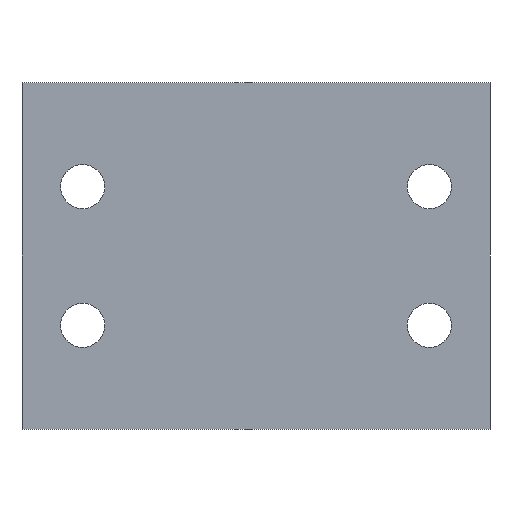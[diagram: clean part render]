
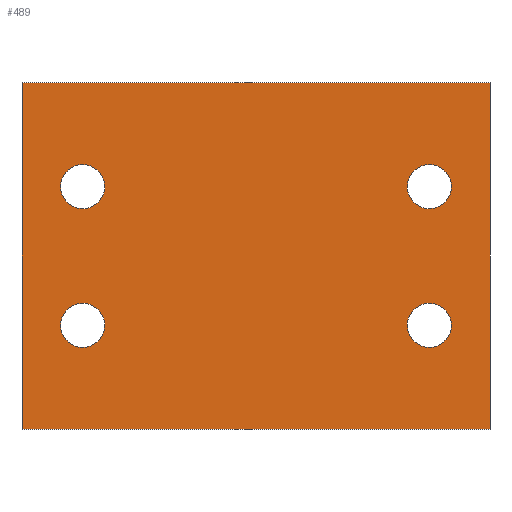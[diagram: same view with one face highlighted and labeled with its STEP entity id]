
A CAD part, left-side view. The second image highlights one B-rep face of the part: STEP entity #489.
In plain terms, the highlighted planar face has unit normal (-1, 0, 0).
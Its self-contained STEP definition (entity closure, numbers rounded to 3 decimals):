
#4 = CARTESIAN_POINT ( 'NONE',  ( 0., 117.5, -30. ) ) ;
#5 = DIRECTION ( 'NONE',  ( 1., 0., 0. ) ) ;
#6 = DIRECTION ( 'NONE',  ( 0., 0., -1. ) ) ;
#7 = CARTESIAN_POINT ( 'NONE',  ( 0., 117.5, -70. ) ) ;
#8 = DIRECTION ( 'NONE',  ( 1., 0., 0. ) ) ;
#9 = DIRECTION ( 'NONE',  ( 0., 0., -1. ) ) ;
#20 = CARTESIAN_POINT ( 'NONE',  ( 0., 17.5, -30. ) ) ;
#26 = DIRECTION ( 'NONE',  ( 1., 0., 0. ) ) ;
#27 = DIRECTION ( 'NONE',  ( 0., 0., -1. ) ) ;
#28 = CARTESIAN_POINT ( 'NONE',  ( 0., 0., 0. ) ) ;
#38 = DIRECTION ( 'NONE',  ( 0., -1., 0. ) ) ;
#39 = CARTESIAN_POINT ( 'NONE',  ( 0., 0., 0. ) ) ;
#41 = CARTESIAN_POINT ( 'NONE',  ( 0., 17.5, -70. ) ) ;
#44 = CARTESIAN_POINT ( 'NONE',  ( 0., 117.5, -30. ) ) ;
#45 = DIRECTION ( 'NONE',  ( 0., 0., -1. ) ) ;
#46 = CARTESIAN_POINT ( 'NONE',  ( 0., 0., -100. ) ) ;
#47 = DIRECTION ( 'NONE',  ( 0., 1., 0. ) ) ;
#48 = CARTESIAN_POINT ( 'NONE',  ( 0., 117.5, -70. ) ) ;
#49 = DIRECTION ( 'NONE',  ( 1., 0., 0. ) ) ;
#50 = DIRECTION ( 'NONE',  ( 0., 0., -1. ) ) ;
#51 = CARTESIAN_POINT ( 'NONE',  ( 0., 135., 0. ) ) ;
#52 = DIRECTION ( 'NONE',  ( 0., 0., 1. ) ) ;
#55 = DIRECTION ( 'NONE',  ( 1., 0., 0. ) ) ;
#56 = DIRECTION ( 'NONE',  ( 0., 0., -1. ) ) ;
#58 = DIRECTION ( 'NONE',  ( 1., 0., 0. ) ) ;
#59 = DIRECTION ( 'NONE',  ( 0., 0., -1. ) ) ;
#95 = VERTEX_POINT ( 'NONE', #101 ) ;
#96 = VERTEX_POINT ( 'NONE', #500 ) ;
#97 = VERTEX_POINT ( 'NONE', #102 ) ;
#98 = VERTEX_POINT ( 'NONE', #103 ) ;
#101 = CARTESIAN_POINT ( 'NONE',  ( 0., 135., 0. ) ) ;
#102 = CARTESIAN_POINT ( 'NONE',  ( 0., 0., -100. ) ) ;
#103 = CARTESIAN_POINT ( 'NONE',  ( 0., 135., -100. ) ) ;
#119 = PLANE ( 'NONE',  #451 ) ;
#122 = CARTESIAN_POINT ( 'NONE',  ( 0., 135., 0. ) ) ;
#126 = DIRECTION ( 'NONE',  ( -1., 0., 0. ) ) ;
#127 = DIRECTION ( 'NONE',  ( 0., 0., 1. ) ) ;
#131 = ORIENTED_EDGE ( 'NONE', *, *, #420, .T. ) ;
#149 = ORIENTED_EDGE ( 'NONE', *, *, #399, .T. ) ;
#152 = EDGE_LOOP ( 'NONE', ( #235, #179, #180, #183 ) ) ;
#153 = ORIENTED_EDGE ( 'NONE', *, *, #400, .T. ) ;
#158 = EDGE_LOOP ( 'NONE', ( #131, #153 ) ) ;
#161 = EDGE_LOOP ( 'NONE', ( #248, #249 ) ) ;
#169 = EDGE_LOOP ( 'NONE', ( #211, #149 ) ) ;
#174 = CIRCLE ( 'NONE', #393, 6.35 ) ;
#176 = CIRCLE ( 'NONE', #427, 6.35 ) ;
#179 = ORIENTED_EDGE ( 'NONE', *, *, #417, .F. ) ;
#180 = ORIENTED_EDGE ( 'NONE', *, *, #415, .F. ) ;
#183 = ORIENTED_EDGE ( 'NONE', *, *, #414, .F. ) ;
#185 = EDGE_LOOP ( 'NONE', ( #250, #198 ) ) ;
#198 = ORIENTED_EDGE ( 'NONE', *, *, #380, .T. ) ;
#211 = ORIENTED_EDGE ( 'NONE', *, *, #416, .T. ) ;
#235 = ORIENTED_EDGE ( 'NONE', *, *, #411, .F. ) ;
#248 = ORIENTED_EDGE ( 'NONE', *, *, #407, .T. ) ;
#249 = ORIENTED_EDGE ( 'NONE', *, *, #381, .T. ) ;
#250 = ORIENTED_EDGE ( 'NONE', *, *, #419, .T. ) ;
#264 = LINE ( 'NONE', #46, #347 ) ;
#268 = FACE_OUTER_BOUND ( 'NONE', #152, .T. ) ;
#270 = CIRCLE ( 'NONE', #392, 6.35 ) ;
#273 = CIRCLE ( 'NONE', #437, 6.35 ) ;
#281 = CIRCLE ( 'NONE', #430, 6.35 ) ;
#294 = LINE ( 'NONE', #39, #373 ) ;
#305 = FACE_BOUND ( 'NONE', #158, .T. ) ;
#312 = LINE ( 'NONE', #51, #320 ) ;
#318 = LINE ( 'NONE', #28, #332 ) ;
#320 = VECTOR ( 'NONE', #52, 1000. ) ;
#325 = CIRCLE ( 'NONE', #438, 6.35 ) ;
#332 = VECTOR ( 'NONE', #38, 1000. ) ;
#347 = VECTOR ( 'NONE', #47, 1000. ) ;
#348 = CIRCLE ( 'NONE', #435, 6.35 ) ;
#350 = FACE_BOUND ( 'NONE', #161, .T. ) ;
#356 = CIRCLE ( 'NONE', #436, 6.35 ) ;
#367 = FACE_BOUND ( 'NONE', #185, .T. ) ;
#369 = FACE_BOUND ( 'NONE', #169, .T. ) ;
#373 = VECTOR ( 'NONE', #45, 1000. ) ;
#380 = EDGE_CURVE ( 'NONE', #517, #518, #176, .T. ) ;
#381 = EDGE_CURVE ( 'NONE', #513, #514, #174, .T. ) ;
#392 = AXIS2_PLACEMENT_3D ( 'NONE', #7, #8, #9 ) ;
#393 = AXIS2_PLACEMENT_3D ( 'NONE', #582, #583, #584 ) ;
#399 = EDGE_CURVE ( 'NONE', #505, #506, #281, .T. ) ;
#400 = EDGE_CURVE ( 'NONE', #509, #510, #270, .T. ) ;
#407 = EDGE_CURVE ( 'NONE', #514, #513, #348, .T. ) ;
#411 = EDGE_CURVE ( 'NONE', #95, #96, #318, .T. ) ;
#414 = EDGE_CURVE ( 'NONE', #96, #97, #294, .T. ) ;
#415 = EDGE_CURVE ( 'NONE', #97, #98, #264, .T. ) ;
#416 = EDGE_CURVE ( 'NONE', #506, #505, #356, .T. ) ;
#417 = EDGE_CURVE ( 'NONE', #98, #95, #312, .T. ) ;
#419 = EDGE_CURVE ( 'NONE', #518, #517, #273, .T. ) ;
#420 = EDGE_CURVE ( 'NONE', #510, #509, #325, .T. ) ;
#427 = AXIS2_PLACEMENT_3D ( 'NONE', #579, #580, #581 ) ;
#430 = AXIS2_PLACEMENT_3D ( 'NONE', #4, #5, #6 ) ;
#435 = AXIS2_PLACEMENT_3D ( 'NONE', #20, #26, #27 ) ;
#436 = AXIS2_PLACEMENT_3D ( 'NONE', #44, #49, #50 ) ;
#437 = AXIS2_PLACEMENT_3D ( 'NONE', #41, #55, #56 ) ;
#438 = AXIS2_PLACEMENT_3D ( 'NONE', #48, #58, #59 ) ;
#451 = AXIS2_PLACEMENT_3D ( 'NONE', #122, #126, #127 ) ;
#489 = ADVANCED_FACE ( 'NONE', ( #369, #305, #350, #367, #268 ), #119, .T. ) ;
#500 = CARTESIAN_POINT ( 'NONE',  ( 0., 0., 0. ) ) ;
#505 = VERTEX_POINT ( 'NONE', #541 ) ;
#506 = VERTEX_POINT ( 'NONE', #542 ) ;
#509 = VERTEX_POINT ( 'NONE', #544 ) ;
#510 = VERTEX_POINT ( 'NONE', #545 ) ;
#513 = VERTEX_POINT ( 'NONE', #548 ) ;
#514 = VERTEX_POINT ( 'NONE', #549 ) ;
#517 = VERTEX_POINT ( 'NONE', #552 ) ;
#518 = VERTEX_POINT ( 'NONE', #553 ) ;
#541 = CARTESIAN_POINT ( 'NONE',  ( 0., 117.5, -23.65 ) ) ;
#542 = CARTESIAN_POINT ( 'NONE',  ( 0., 117.5, -36.35 ) ) ;
#544 = CARTESIAN_POINT ( 'NONE',  ( 0., 117.5, -63.65 ) ) ;
#545 = CARTESIAN_POINT ( 'NONE',  ( 0., 117.5, -76.35 ) ) ;
#548 = CARTESIAN_POINT ( 'NONE',  ( 0., 17.5, -23.65 ) ) ;
#549 = CARTESIAN_POINT ( 'NONE',  ( 0., 17.5, -36.35 ) ) ;
#552 = CARTESIAN_POINT ( 'NONE',  ( 0., 17.5, -63.65 ) ) ;
#553 = CARTESIAN_POINT ( 'NONE',  ( 0., 17.5, -76.35 ) ) ;
#579 = CARTESIAN_POINT ( 'NONE',  ( 0., 17.5, -70. ) ) ;
#580 = DIRECTION ( 'NONE',  ( 1., 0., 0. ) ) ;
#581 = DIRECTION ( 'NONE',  ( 0., 0., -1. ) ) ;
#582 = CARTESIAN_POINT ( 'NONE',  ( 0., 17.5, -30. ) ) ;
#583 = DIRECTION ( 'NONE',  ( 1., 0., 0. ) ) ;
#584 = DIRECTION ( 'NONE',  ( 0., 0., -1. ) ) ;
